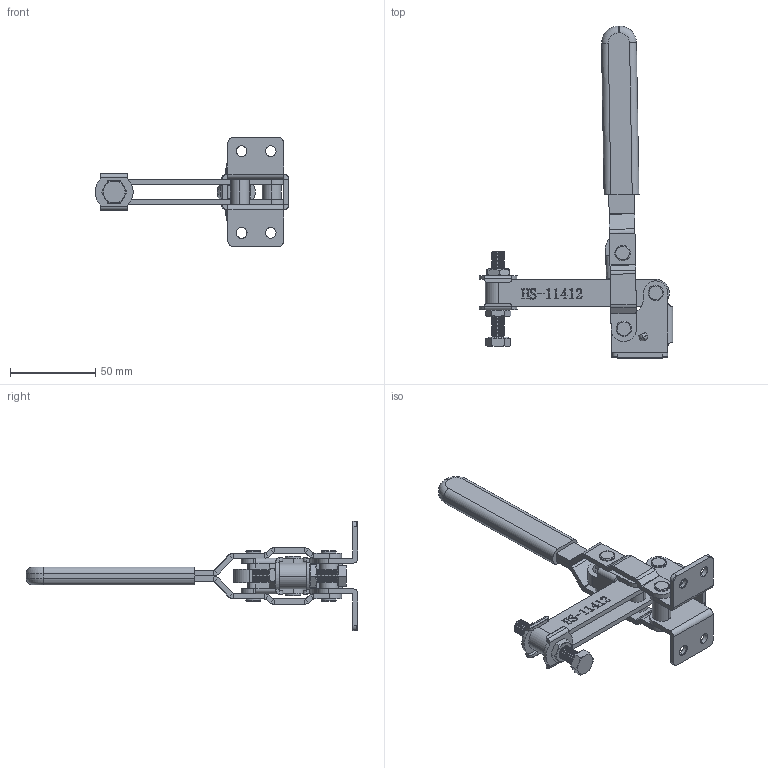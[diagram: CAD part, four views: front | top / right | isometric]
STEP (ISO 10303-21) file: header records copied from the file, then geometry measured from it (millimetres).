
FILE_DESCRIPTION (( 'STEP AP203' ), '1' );
FILE_NAME ('HS-11412.STEP', '2019-10-14T10:54:44', ( '微软用户' ), ( '微软中国' ), 'SwSTEP 2.0', 'SolidWorks 2012', '' );
FILE_SCHEMA (( 'CONFIG_CONTROL_DESIGN' ));
Length unit declared in the file: millimetre
Products named in the file (13): HS-11412; hexagon head bolts-full thread gb_GB_FASTENER_BOLT_STBAB A M8X50-S; FW-516; 酗种; 傻种; 11412酗階杶; 11412傻階杶; hex thin nuts-grades ab-chamfered gb_GB_FASTENER_NUT_STNAB M8-N; 揤參; 忒梟; 忒參; 蟀裝; 楊擘菁釱
Assembly tree (18 placements, depth 2):
  HS-11412
    楊擘菁釱
    蟀裝
    忒參
    忒梟  x2
    揤參
    hex thin nuts-grades ab-chamfered gb_GB_FASTENER_NUT_STNAB M8-N  x2
    11412傻階杶  x2
    11412酗階杶
    傻种  x2
    酗种  x2
    FW-516  x2
    hexagon head bolts-full thread gb_GB_FASTENER_BOLT_STBAB A M8X50-S
Bounding box: 113.61 x 194.88 x 64 mm (x, y, z)
Volume: 63073.3 mm3; surface area: 54385.3 mm2
Topology: 18 solids, 18 shells, 1206 faces, 2829 edges, 1695 vertices
Faces by surface type: plane 457, cylinder 314, cone 298, bspline 115, torus 22
Entity records: 37318 total; most frequent: CARTESIAN_POINT 11647, ORIENTED_EDGE 5048, DIRECTION 4893, EDGE_CURVE 2524, AXIS2_PLACEMENT_3D 1677, VECTOR 1539, LINE 1539, VERTEX_POINT 1517
